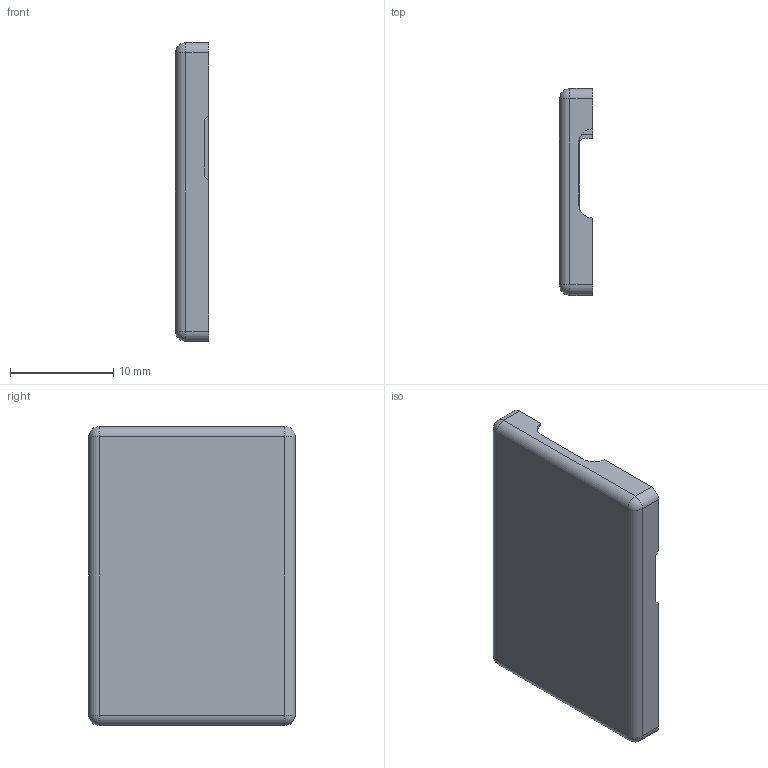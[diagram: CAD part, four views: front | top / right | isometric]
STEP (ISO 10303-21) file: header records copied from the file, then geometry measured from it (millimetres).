
FILE_DESCRIPTION((''),'2;1');
FILE_NAME('0000045262_V3_THIN','2015-06-22T',('amywong'),(''),'PRO/ENGINEER BY PARAMETRIC TECHNOLOGY CORPORATION, 2015110','PRO/ENGINEER BY PARAMETRIC TECHNOLOGY CORPORATION, 2015110','');
FILE_SCHEMA(('CONFIG_CONTROL_DESIGN'));
Length unit declared in the file: millimetre
Products named in the file (1): 0000045262_V3_THIN
Bounding box: 3.2 x 20 x 28.94 mm (x, y, z)
Volume: 1228.1 mm3; surface area: 1579.4 mm2
Topology: 1 solids, 1 shells, 89 faces, 228 edges, 146 vertices
Faces by surface type: plane 63, cylinder 22, sphere 4
Entity records: 2715 total; most frequent: CARTESIAN_POINT 463, ORIENTED_EDGE 456, DIRECTION 452, EDGE_CURVE 228, VECTOR 182, LINE 182, VERTEX_POINT 146, AXIS2_PLACEMENT_3D 135
